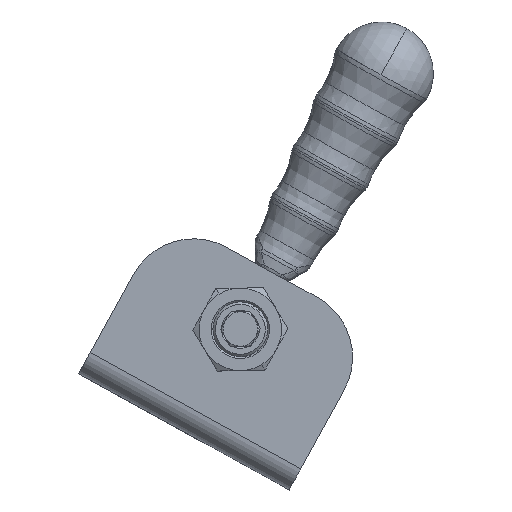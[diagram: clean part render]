
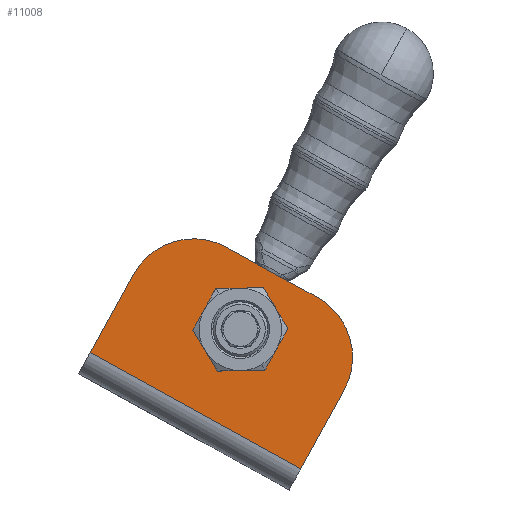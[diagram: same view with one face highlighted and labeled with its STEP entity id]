
A CAD part, top view. The second image highlights one B-rep face of the part: STEP entity #11008.
In plain terms, the highlighted planar face has unit normal (0, 0, 1).
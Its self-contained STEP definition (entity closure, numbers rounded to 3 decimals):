
#471=CARTESIAN_POINT('',(-53.85,-20.404,-10.869));
#472=VERTEX_POINT('',#471);
#481=CARTESIAN_POINT('',(-49.544,-15.927,-10.869));
#482=VERTEX_POINT('',#481);
#483=CARTESIAN_POINT('',(-60.051,-10.131,-10.869));
#484=DIRECTION('',(0.,0.,-1.0));
#485=DIRECTION('',(-0.517,0.856,0.));
#486=AXIS2_PLACEMENT_3D('',#483,#484,#485);
#487=CIRCLE('',#486,12.);
#488=EDGE_CURVE('',#482,#472,#487,.T.);
#513=CARTESIAN_POINT('',(-66.253,0.143,-10.869));
#514=VERTEX_POINT('',#513);
#521=CARTESIAN_POINT('',(-60.285,1.867,-10.869));
#522=VERTEX_POINT('',#521);
#536=CARTESIAN_POINT('',(-60.051,-10.131,-10.869));
#537=DIRECTION('',(0.,0.,-1.0));
#538=DIRECTION('',(-0.517,0.856,0.));
#539=AXIS2_PLACEMENT_3D('',#536,#537,#538);
#540=CIRCLE('',#539,12.);
#541=EDGE_CURVE('',#514,#522,#540,.T.);
#2602=CARTESIAN_POINT('',(-79.22,15.453,-10.869));
#2603=VERTEX_POINT('',#2602);
#2612=CARTESIAN_POINT('',(-64.008,13.751,-10.869));
#2613=VERTEX_POINT('',#2612);
#2614=CARTESIAN_POINT('',(-73.668,-3.761,-10.869));
#2615=DIRECTION('',(0.,0.,-1.));
#2616=DIRECTION('',(-0.278,0.961,0.));
#2617=AXIS2_PLACEMENT_3D('',#2614,#2615,#2616);
#2618=CIRCLE('',#2617,20.);
#2619=EDGE_CURVE('',#2603,#2613,#2618,.T.);
#2644=CARTESIAN_POINT('',(-28.186,-12.7,-10.869));
#2645=VERTEX_POINT('',#2644);
#2654=CARTESIAN_POINT('',(-29.888,-27.913,-10.869));
#2655=VERTEX_POINT('',#2654);
#2656=CARTESIAN_POINT('',(-47.4,-18.252,-10.869));
#2657=DIRECTION('',(0.,0.,-1.));
#2658=DIRECTION('',(0.961,0.278,0.));
#2659=AXIS2_PLACEMENT_3D('',#2656,#2657,#2658);
#2660=CIRCLE('',#2659,20.);
#2661=EDGE_CURVE('',#2645,#2655,#2660,.T.);
#8599=CARTESIAN_POINT('',(-42.447,-50.678,-10.869));
#8600=VERTEX_POINT('',#8599);
#8608=CARTESIAN_POINT('',(-103.739,-16.866,-10.869));
#8609=VERTEX_POINT('',#8608);
#8610=CARTESIAN_POINT('',(-103.739,-16.866,-10.869));
#8611=DIRECTION('',(0.876,-0.483,0.));
#8612=VECTOR('',#8611,70.0);
#8613=LINE('',#8610,#8612);
#8614=EDGE_CURVE('',#8609,#8600,#8613,.T.);
#8674=CARTESIAN_POINT('',(-37.74,-0.74,-10.869));
#8675=VERTEX_POINT('',#8674);
#8682=CARTESIAN_POINT('',(-47.4,-18.252,-10.869));
#8683=DIRECTION('',(0.,0.,-1.));
#8684=DIRECTION('',(0.961,0.278,0.));
#8685=AXIS2_PLACEMENT_3D('',#8682,#8683,#8684);
#8686=CIRCLE('',#8685,20.);
#8687=EDGE_CURVE('',#8675,#2645,#8686,.T.);
#8698=CARTESIAN_POINT('',(-64.008,13.751,-10.869));
#8699=DIRECTION('',(0.876,-0.483,0.0));
#8700=VECTOR('',#8699,30.);
#8701=LINE('',#8698,#8700);
#8702=EDGE_CURVE('',#2613,#8675,#8701,.T.);
#8729=CARTESIAN_POINT('',(-91.18,5.9,-10.869));
#8730=VERTEX_POINT('',#8729);
#8737=CARTESIAN_POINT('',(-73.668,-3.761,-10.869));
#8738=DIRECTION('',(0.,0.,-1.));
#8739=DIRECTION('',(-0.278,0.961,0.));
#8740=AXIS2_PLACEMENT_3D('',#8737,#8738,#8739);
#8741=CIRCLE('',#8740,20.);
#8742=EDGE_CURVE('',#8730,#2603,#8741,.T.);
#8769=CARTESIAN_POINT('',(-29.888,-27.913,-10.869));
#8770=DIRECTION('',(-0.483,-0.876,0.0));
#8771=VECTOR('',#8770,26.);
#8772=LINE('',#8769,#8771);
#8773=EDGE_CURVE('',#2655,#8600,#8772,.T.);
#8878=CARTESIAN_POINT('',(-103.739,-16.866,-10.869));
#8879=DIRECTION('',(0.483,0.876,0.0));
#8880=VECTOR('',#8879,26.);
#8881=LINE('',#8878,#8880);
#8882=EDGE_CURVE('',#8609,#8730,#8881,.T.);
#10939=CARTESIAN_POINT('',(-63.674,-16.698,-10.869));
#10940=DIRECTION('',(0.0,0.0,-1.0));
#10941=DIRECTION('',(-0.876,0.483,0.0));
#10942=AXIS2_PLACEMENT_3D('',#10939,#10940,#10941);
#10943=PLANE('',#10942);
#10944=ORIENTED_EDGE('',*,*,#8742,.F.);
#10945=ORIENTED_EDGE('',*,*,#8882,.F.);
#10946=ORIENTED_EDGE('',*,*,#8614,.T.);
#10947=ORIENTED_EDGE('',*,*,#8773,.F.);
#10948=ORIENTED_EDGE('',*,*,#2661,.F.);
#10949=ORIENTED_EDGE('',*,*,#8687,.F.);
#10950=ORIENTED_EDGE('',*,*,#8702,.F.);
#10951=ORIENTED_EDGE('',*,*,#2619,.F.);
#10952=EDGE_LOOP('',(#10944,#10945,#10946,#10947,#10948,#10949,#10950,#10951));
#10953=FACE_OUTER_BOUND('',#10952,.T.);
#10954=CARTESIAN_POINT('',(-59.818,-22.129,-10.869));
#10955=VERTEX_POINT('',#10954);
#10956=CARTESIAN_POINT('',(-70.325,-16.332,-10.869));
#10957=VERTEX_POINT('',#10956);
#10958=CARTESIAN_POINT('',(-60.051,-10.131,-10.869));
#10959=DIRECTION('',(0.,0.,-1.0));
#10960=DIRECTION('',(-0.517,0.856,0.));
#10961=AXIS2_PLACEMENT_3D('',#10958,#10959,#10960);
#10962=CIRCLE('',#10961,12.);
#10963=EDGE_CURVE('',#10955,#10957,#10962,.T.);
#10964=ORIENTED_EDGE('',*,*,#10963,.T.);
#10965=CARTESIAN_POINT('',(-70.559,-4.334,-10.869));
#10966=VERTEX_POINT('',#10965);
#10967=CARTESIAN_POINT('',(-60.051,-10.131,-10.869));
#10968=DIRECTION('',(0.,0.,-1.0));
#10969=DIRECTION('',(-0.517,0.856,0.));
#10970=AXIS2_PLACEMENT_3D('',#10967,#10968,#10969);
#10971=CIRCLE('',#10970,12.);
#10972=EDGE_CURVE('',#10957,#10966,#10971,.T.);
#10973=ORIENTED_EDGE('',*,*,#10972,.T.);
#10974=CARTESIAN_POINT('',(-60.051,-10.131,-10.869));
#10975=DIRECTION('',(0.,0.,-1.0));
#10976=DIRECTION('',(-0.517,0.856,0.));
#10977=AXIS2_PLACEMENT_3D('',#10974,#10975,#10976);
#10978=CIRCLE('',#10977,12.);
#10979=EDGE_CURVE('',#10966,#514,#10978,.T.);
#10980=ORIENTED_EDGE('',*,*,#10979,.T.);
#10981=ORIENTED_EDGE('',*,*,#541,.T.);
#10982=CARTESIAN_POINT('',(-49.778,-3.93,-10.869));
#10983=VERTEX_POINT('',#10982);
#10984=CARTESIAN_POINT('',(-60.051,-10.131,-10.869));
#10985=DIRECTION('',(0.,0.,-1.0));
#10986=DIRECTION('',(-0.517,0.856,0.));
#10987=AXIS2_PLACEMENT_3D('',#10984,#10985,#10986);
#10988=CIRCLE('',#10987,12.);
#10989=EDGE_CURVE('',#522,#10983,#10988,.T.);
#10990=ORIENTED_EDGE('',*,*,#10989,.T.);
#10991=CARTESIAN_POINT('',(-60.051,-10.131,-10.869));
#10992=DIRECTION('',(0.,0.,-1.0));
#10993=DIRECTION('',(-0.517,0.856,0.));
#10994=AXIS2_PLACEMENT_3D('',#10991,#10992,#10993);
#10995=CIRCLE('',#10994,12.);
#10996=EDGE_CURVE('',#10983,#482,#10995,.T.);
#10997=ORIENTED_EDGE('',*,*,#10996,.T.);
#10998=ORIENTED_EDGE('',*,*,#488,.T.);
#10999=CARTESIAN_POINT('',(-60.051,-10.131,-10.869));
#11000=DIRECTION('',(0.,0.,-1.0));
#11001=DIRECTION('',(-0.517,0.856,0.));
#11002=AXIS2_PLACEMENT_3D('',#10999,#11000,#11001);
#11003=CIRCLE('',#11002,12.);
#11004=EDGE_CURVE('',#472,#10955,#11003,.T.);
#11005=ORIENTED_EDGE('',*,*,#11004,.T.);
#11006=EDGE_LOOP('',(#10964,#10973,#10980,#10981,#10990,#10997,#10998,#11005));
#11007=FACE_BOUND('',#11006,.T.);
#11008=ADVANCED_FACE('',(#10953,#11007),#10943,.F.);
